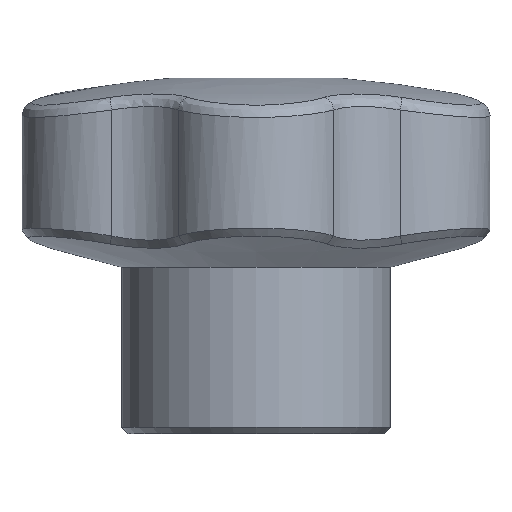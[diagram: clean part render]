
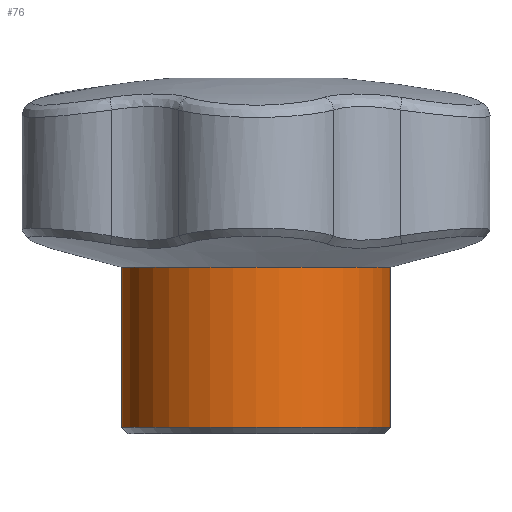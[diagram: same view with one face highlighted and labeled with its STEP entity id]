
A CAD part, left-side view. The second image highlights one B-rep face of the part: STEP entity #76.
In plain terms, the highlighted cylindrical face has radius 10.5 mm (diameter 21 mm), a full revolution.
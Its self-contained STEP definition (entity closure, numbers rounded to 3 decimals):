
#76 = ADVANCED_FACE( '', ( #191, #192 ), #193, .T. );
#191 = FACE_OUTER_BOUND( '', #354, .T. );
#192 = FACE_OUTER_BOUND( '', #355, .T. );
#193 = CYLINDRICAL_SURFACE( '', #356, 10.5 );
#354 = EDGE_LOOP( '', ( #3090 ) );
#355 = EDGE_LOOP( '', ( #3091 ) );
#356 = AXIS2_PLACEMENT_3D( '', #3092, #3093, #3094 );
#3090 = ORIENTED_EDGE( '', *, *, #3399, .T. );
#3091 = ORIENTED_EDGE( '', *, *, #3400, .F. );
#3092 = CARTESIAN_POINT( '', ( 0., 0., 28. ) );
#3093 = DIRECTION( '', ( 0., 0., -1. ) );
#3094 = DIRECTION( '', ( 1., 0., 0. ) );
#3399 = EDGE_CURVE( '', #3550, #3550, #3551, .T. );
#3400 = EDGE_CURVE( '', #3552, #3552, #3553, .T. );
#3550 = VERTEX_POINT( '', #3932 );
#3551 = CIRCLE( '', #3933, 10.5 );
#3552 = VERTEX_POINT( '', #3934 );
#3553 = CIRCLE( '', #3935, 10.5 );
#3932 = CARTESIAN_POINT( '', ( 10.5, 0., 0.5 ) );
#3933 = AXIS2_PLACEMENT_3D( '', #5902, #5903, #5904 );
#3934 = CARTESIAN_POINT( '', ( 10.5, 0., 13. ) );
#3935 = AXIS2_PLACEMENT_3D( '', #5905, #5906, #5907 );
#5902 = CARTESIAN_POINT( '', ( 0., 0., 0.5 ) );
#5903 = DIRECTION( '', ( 0., 0., 1. ) );
#5904 = DIRECTION( '', ( 1., 0., 0. ) );
#5905 = CARTESIAN_POINT( '', ( 0., 0., 13. ) );
#5906 = DIRECTION( '', ( 0., 0., 1. ) );
#5907 = DIRECTION( '', ( 1., 0., 0. ) );
